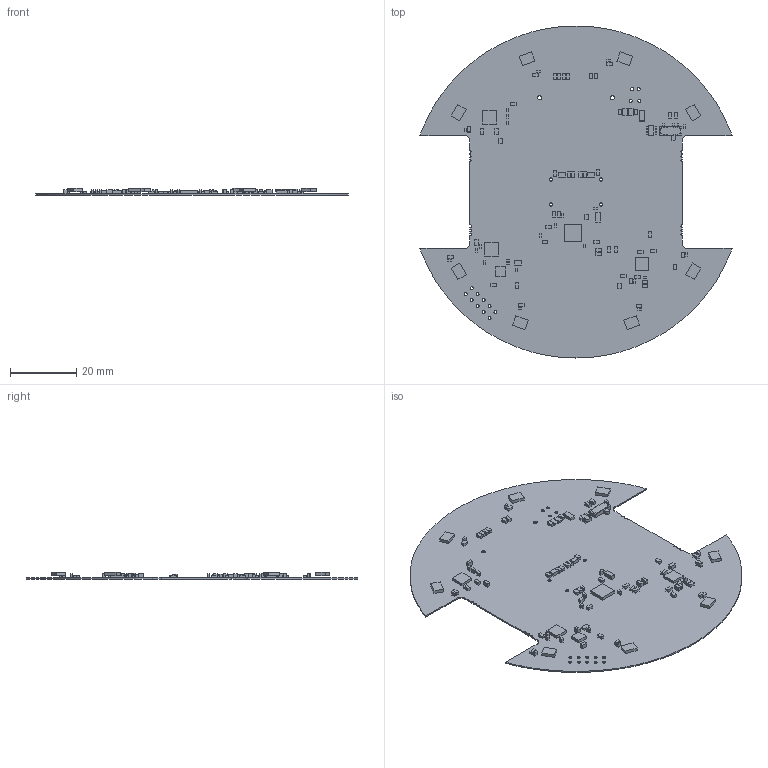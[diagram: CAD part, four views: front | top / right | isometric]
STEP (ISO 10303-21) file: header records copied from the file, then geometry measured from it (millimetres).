
FILE_DESCRIPTION(('Open CASCADE Model'),'2;1');
FILE_NAME('Open CASCADE Shape Model','2013-03-25T12:59:52',('Author'),( 'Open CASCADE'),'Open CASCADE STEP processor 6.2','Open CASCADE 6.2' ,'Unknown');
FILE_SCHEMA(('AUTOMOTIVE_DESIGN { 1 0 10303 214 1 1 1 1 }'));
Length unit declared in the file: millimetre
Products named in the file (155): PCB; Board; R2; 398833424; Extruded; R1; R45; 398833936; C31; 398834064; C28; R43; R25; R27; 398834320; Q1; 398837008; C30; 398834192; C29; U15; 398834576; U9; 398836368; R30; R28; R29; C26; C25; C3; C4; U2; 398835600; U10; 398835472; U13; 398835344; U14; 398835216; U16 ...
Assembly tree (227 placements, depth 4):
  PCB
    Board
    R2
      398833424
        Extruded
    R1
      398833424
        Extruded
    R45
      398833936
        Extruded
    C31
      398834064
        Extruded
    C28
      398834064
        Extruded
    R43
      398833424
        Extruded
    R25
      398833424
        Extruded
    R27
      398834320
        Extruded
    Q1
      398837008
        Extruded
    C30
      398834192
        Extruded
    C29
      398834064
        Extruded
    U15
      398834576
        Extruded
    U9
      398836368
        Extruded
    R30
      398833936
        Extruded
    R28
      398833424
        Extruded
    R29
      398833936
        Extruded
    C26
      398834192
        Extruded
    C25
      398834192
        Extruded
    C3
      398834064
        Extruded
    C4
Bounding box: 94.05 x 100.01 x 2.2 mm (x, y, z)
Volume: 2932.9 mm3; surface area: 14833.5 mm2
Topology: 103 solids, 103 shells, 1046 faces, 2474 edges, 1636 vertices
Faces by surface type: plane 1004, cylinder 36, cone 6
Full cylindrical faces by diameter (mm): 0.889 x2, 0.9 x14, 1 x4, 1.19 x2
Entity records: 44900 total; most frequent: CARTESIAN_POINT 8102, DIRECTION 6400, LINE 4562, VECTOR 4562, ORIENTED_EDGE 3196, PCURVE 3196, DEFINITIONAL_REPRESENTATION 3196, EDGE_CURVE 1598
